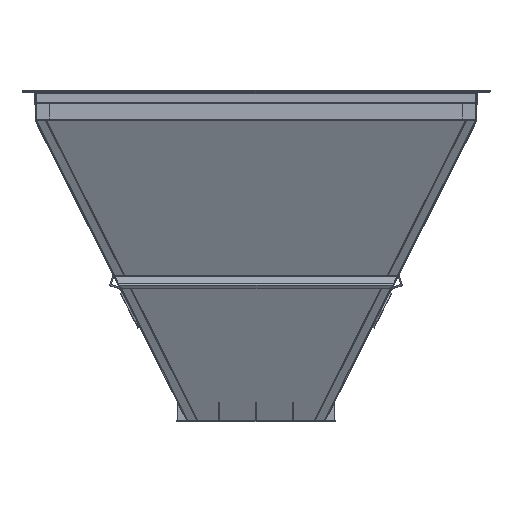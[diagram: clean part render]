
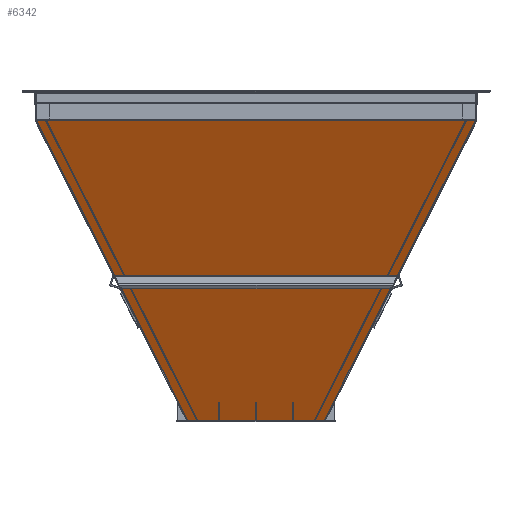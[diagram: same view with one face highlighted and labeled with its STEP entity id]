
A CAD part, top view. The second image highlights one B-rep face of the part: STEP entity #6342.
In plain terms, the highlighted planar face has unit normal (0, -0.45, 0.893).
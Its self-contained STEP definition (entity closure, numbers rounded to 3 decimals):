
#91 = DIRECTION ( 'NONE',  ( 1., 0., 0. ) ) ;
#675 = CARTESIAN_POINT ( 'NONE',  ( 0., -1012.351, -507.322 ) ) ;
#867 = VECTOR ( 'NONE', #91, 1000. ) ;
#1153 = EDGE_CURVE ( 'NONE', #3363, #5737, #6037, .T. ) ;
#1307 = LINE ( 'NONE', #3647, #6878 ) ;
#1915 = CARTESIAN_POINT ( 'NONE',  ( 0., -1.351, 2.678 ) ) ;
#1966 = CARTESIAN_POINT ( 'NONE',  ( -741., -1.351, 2.678 ) ) ;
#2049 = CARTESIAN_POINT ( 'NONE',  ( 741., -1.351, 2.678 ) ) ;
#2207 = EDGE_CURVE ( 'NONE', #3363, #4309, #5412, .T. ) ;
#2324 = CARTESIAN_POINT ( 'NONE',  ( 0., -1.351, 2.678 ) ) ;
#2450 = ORIENTED_EDGE ( 'NONE', *, *, #3315, .T. ) ;
#2876 = EDGE_LOOP ( 'NONE', ( #7315, #2450, #5886, #7558 ) ) ;
#3315 = EDGE_CURVE ( 'NONE', #5737, #5662, #3735, .T. ) ;
#3363 = VERTEX_POINT ( 'NONE', #4181 ) ;
#3647 = CARTESIAN_POINT ( 'NONE',  ( 741., -1.351, 2.678 ) ) ;
#3726 = DIRECTION ( 'NONE',  ( -0.411, -0.814, -0.411 ) ) ;
#3735 = LINE ( 'NONE', #675, #867 ) ;
#3821 = EDGE_CURVE ( 'NONE', #4309, #5662, #1307, .T. ) ;
#4085 = DIRECTION ( 'NONE',  ( 0., -0.45, 0.893 ) ) ;
#4152 = VECTOR ( 'NONE', #6018, 1000. ) ;
#4181 = CARTESIAN_POINT ( 'NONE',  ( -741., -1.351, 2.678 ) ) ;
#4309 = VERTEX_POINT ( 'NONE', #2049 ) ;
#4690 = FACE_OUTER_BOUND ( 'NONE', #2876, .T. ) ;
#5245 = PLANE ( 'NONE',  #6426 ) ;
#5253 = CARTESIAN_POINT ( 'NONE',  ( -230., -1012.351, -507.322 ) ) ;
#5412 = LINE ( 'NONE', #1915, #4152 ) ;
#5662 = VERTEX_POINT ( 'NONE', #5828 ) ;
#5737 = VERTEX_POINT ( 'NONE', #5253 ) ;
#5828 = CARTESIAN_POINT ( 'NONE',  ( 230., -1012.351, -507.322 ) ) ;
#5886 = ORIENTED_EDGE ( 'NONE', *, *, #3821, .F. ) ;
#6018 = DIRECTION ( 'NONE',  ( 1., 0., 0. ) ) ;
#6037 = LINE ( 'NONE', #1966, #6110 ) ;
#6110 = VECTOR ( 'NONE', #6761, 1000. ) ;
#6342 = ADVANCED_FACE ( 'NONE', ( #4690 ), #5245, .T. ) ;
#6426 = AXIS2_PLACEMENT_3D ( 'NONE', #2324, #4085, #7031 ) ;
#6761 = DIRECTION ( 'NONE',  ( 0.411, -0.814, -0.411 ) ) ;
#6878 = VECTOR ( 'NONE', #3726, 1000. ) ;
#7031 = DIRECTION ( 'NONE',  ( -1., 0., 0. ) ) ;
#7315 = ORIENTED_EDGE ( 'NONE', *, *, #1153, .T. ) ;
#7558 = ORIENTED_EDGE ( 'NONE', *, *, #2207, .F. ) ;
